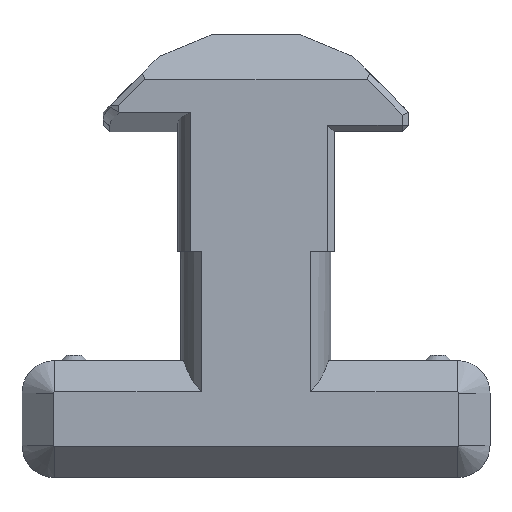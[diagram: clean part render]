
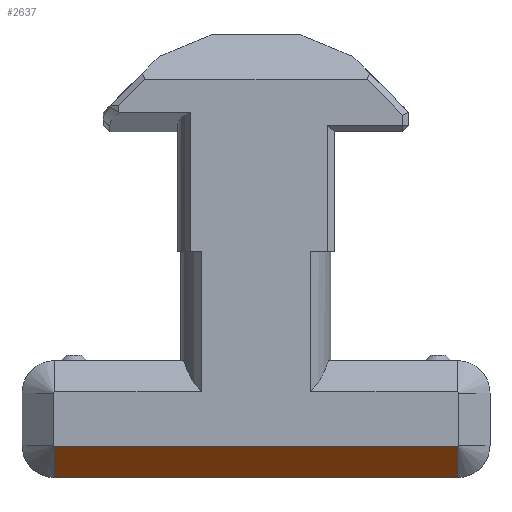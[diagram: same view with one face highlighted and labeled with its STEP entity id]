
A CAD part, front view. The second image highlights one B-rep face of the part: STEP entity #2637.
In plain terms, the highlighted planar face has unit normal (0, -0.707, -0.707).
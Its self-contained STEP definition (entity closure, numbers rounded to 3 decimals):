
#61 = VECTOR ( 'NONE', #2553, 1000. ) ;
#74 = LINE ( 'NONE', #1502, #2218 ) ;
#144 = VECTOR ( 'NONE', #1118, 1000. ) ;
#171 = CARTESIAN_POINT ( 'NONE',  ( 7.76, -2.007, -3.293 ) ) ;
#209 = ORIENTED_EDGE ( 'NONE', *, *, #873, .T. ) ;
#260 = VERTEX_POINT ( 'NONE', #779 ) ;
#287 = EDGE_LOOP ( 'NONE', ( #927, #2221, #209, #558 ) ) ;
#491 = VECTOR ( 'NONE', #2463, 1000. ) ;
#558 = ORIENTED_EDGE ( 'NONE', *, *, #2096, .F. ) ;
#779 = CARTESIAN_POINT ( 'NONE',  ( 7.75, -2., -3.3 ) ) ;
#859 = LINE ( 'NONE', #1715, #61 ) ;
#873 = EDGE_CURVE ( 'NONE', #2507, #260, #74, .T. ) ;
#915 = CARTESIAN_POINT ( 'NONE',  ( 7.75, -0.8, -4.5 ) ) ;
#927 = ORIENTED_EDGE ( 'NONE', *, *, #1800, .F. ) ;
#1115 = CARTESIAN_POINT ( 'NONE',  ( -7.75, -2., -3.3 ) ) ;
#1118 = DIRECTION ( 'NONE',  ( 1., 0., 0. ) ) ;
#1171 = EDGE_CURVE ( 'NONE', #1382, #2507, #859, .T. ) ;
#1174 = CARTESIAN_POINT ( 'NONE',  ( 0., -2., -3.3 ) ) ;
#1186 = FACE_OUTER_BOUND ( 'NONE', #287, .T. ) ;
#1253 = VERTEX_POINT ( 'NONE', #1115 ) ;
#1382 = VERTEX_POINT ( 'NONE', #1858 ) ;
#1412 = DIRECTION ( 'NONE',  ( 0., -0.707, -0.707 ) ) ;
#1502 = CARTESIAN_POINT ( 'NONE',  ( 7.75, -1.4, -3.9 ) ) ;
#1557 = LINE ( 'NONE', #1174, #144 ) ;
#1612 = CARTESIAN_POINT ( 'NONE',  ( -7.75, -1.4, -3.9 ) ) ;
#1715 = CARTESIAN_POINT ( 'NONE',  ( 0., -0.8, -4.5 ) ) ;
#1800 = EDGE_CURVE ( 'NONE', #1382, #1253, #1803, .T. ) ;
#1803 = LINE ( 'NONE', #1612, #491 ) ;
#1858 = CARTESIAN_POINT ( 'NONE',  ( -7.75, -0.8, -4.5 ) ) ;
#1860 = PLANE ( 'NONE',  #2189 ) ;
#2096 = EDGE_CURVE ( 'NONE', #1253, #260, #1557, .T. ) ;
#2189 = AXIS2_PLACEMENT_3D ( 'NONE', #171, #1412, #2685 ) ;
#2218 = VECTOR ( 'NONE', #2319, 1000. ) ;
#2221 = ORIENTED_EDGE ( 'NONE', *, *, #1171, .T. ) ;
#2319 = DIRECTION ( 'NONE',  ( 0., -0.707, 0.707 ) ) ;
#2463 = DIRECTION ( 'NONE',  ( 0., -0.707, 0.707 ) ) ;
#2507 = VERTEX_POINT ( 'NONE', #915 ) ;
#2553 = DIRECTION ( 'NONE',  ( 1., 0., 0. ) ) ;
#2637 = ADVANCED_FACE ( 'NONE', ( #1186 ), #1860, .T. ) ;
#2685 = DIRECTION ( 'NONE',  ( -1., 0., 0. ) ) ;
